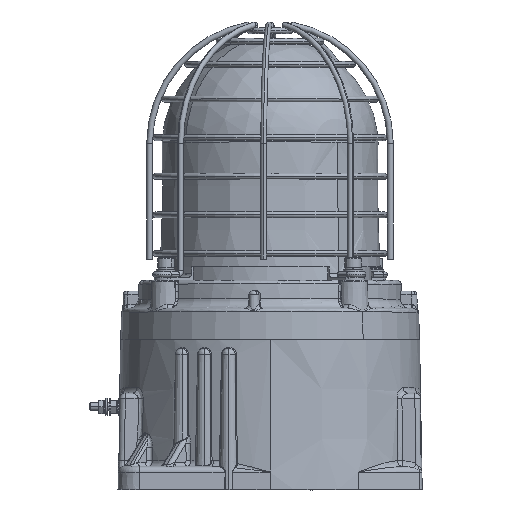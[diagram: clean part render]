
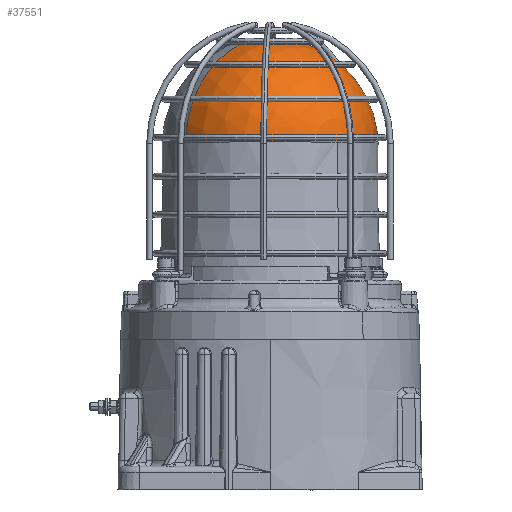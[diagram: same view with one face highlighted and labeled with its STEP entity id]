
A CAD part, top view. The second image highlights one B-rep face of the part: STEP entity #37551.
In plain terms, the highlighted spherical face has radius 56 mm.
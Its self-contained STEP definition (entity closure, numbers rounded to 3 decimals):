
#1213 = CIRCLE ( 'NONE', #24628, 56. ) ;
#3721 = VERTEX_POINT ( 'NONE', #33607 ) ;
#4661 = EDGE_CURVE ( 'NONE', #32460, #3721, #39313, .T. ) ;
#6744 = CARTESIAN_POINT ( 'NONE',  ( 0., 178.5, 0. ) ) ;
#9116 = EDGE_CURVE ( 'NONE', #3721, #48381, #14614, .T. ) ;
#11247 = DIRECTION ( 'NONE',  ( -0.783, 0., 0.622 ) ) ;
#13547 = VERTEX_POINT ( 'NONE', #47452 ) ;
#14614 = CIRCLE ( 'NONE', #36472, 55.974 ) ;
#16207 = ORIENTED_EDGE ( 'NONE', *, *, #9116, .F. ) ;
#19582 = CARTESIAN_POINT ( 'NONE',  ( 0., 178.5, 0. ) ) ;
#19930 = DIRECTION ( 'NONE',  ( 0., -1., 0. ) ) ;
#20491 = AXIS2_PLACEMENT_3D ( 'NONE', #46684, #19930, #51163 ) ;
#22730 = CARTESIAN_POINT ( 'NONE',  ( 0., 180.192, 0. ) ) ;
#23092 = ORIENTED_EDGE ( 'NONE', *, *, #44878, .F. ) ;
#24076 = DIRECTION ( 'NONE',  ( 0.783, 0., -0.622 ) ) ;
#24167 = CARTESIAN_POINT ( 'NONE',  ( 43.813, 180.192, -34.836 ) ) ;
#24628 = AXIS2_PLACEMENT_3D ( 'NONE', #19582, #50822, #24076 ) ;
#26083 = DIRECTION ( 'NONE',  ( 0.622, 0., 0.783 ) ) ;
#27202 = DIRECTION ( 'NONE',  ( -0.622, 0., -0.783 ) ) ;
#28863 = EDGE_CURVE ( 'NONE', #13547, #48381, #1213, .T. ) ;
#29552 = EDGE_LOOP ( 'NONE', ( #23092, #47046, #16207, #43012 ) ) ;
#31768 = CIRCLE ( 'NONE', #35576, 56. ) ;
#32460 = VERTEX_POINT ( 'NONE', #24167 ) ;
#33607 = CARTESIAN_POINT ( 'NONE',  ( 34.836, 180.192, 43.813 ) ) ;
#35576 = AXIS2_PLACEMENT_3D ( 'NONE', #6744, #37973, #11247 ) ;
#36472 = AXIS2_PLACEMENT_3D ( 'NONE', #22730, #53990, #27202 ) ;
#37551 = ADVANCED_FACE ( 'NONE', ( #47314 ), #43130, .T. ) ;
#37973 = DIRECTION ( 'NONE',  ( -0.622, 0., -0.783 ) ) ;
#39313 = CIRCLE ( 'NONE', #20491, 55.974 ) ;
#43012 = ORIENTED_EDGE ( 'NONE', *, *, #4661, .F. ) ;
#43130 = SPHERICAL_SURFACE ( 'NONE', #53052, 56. ) ;
#44878 = EDGE_CURVE ( 'NONE', #13547, #32460, #31768, .T. ) ;
#46684 = CARTESIAN_POINT ( 'NONE',  ( 0., 180.192, 0. ) ) ;
#47046 = ORIENTED_EDGE ( 'NONE', *, *, #28863, .T. ) ;
#47314 = FACE_OUTER_BOUND ( 'NONE', #29552, .T. ) ;
#47452 = CARTESIAN_POINT ( 'NONE',  ( 0., 234.5, 0. ) ) ;
#48381 = VERTEX_POINT ( 'NONE', #52350 ) ;
#50822 = DIRECTION ( 'NONE',  ( 0.622, 0., 0.783 ) ) ;
#51163 = DIRECTION ( 'NONE',  ( -0.622, 0., -0.783 ) ) ;
#52276 = CARTESIAN_POINT ( 'NONE',  ( 0., 178.5, 0. ) ) ;
#52350 = CARTESIAN_POINT ( 'NONE',  ( -43.813, 180.192, 34.836 ) ) ;
#53052 = AXIS2_PLACEMENT_3D ( 'NONE', #52276, #26083, #57349 ) ;
#53990 = DIRECTION ( 'NONE',  ( 0., -1., 0. ) ) ;
#57349 = DIRECTION ( 'NONE',  ( 0.783, 0., -0.622 ) ) ;
